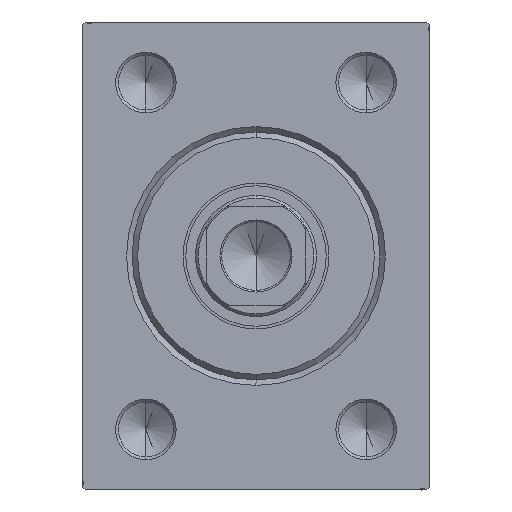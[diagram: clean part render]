
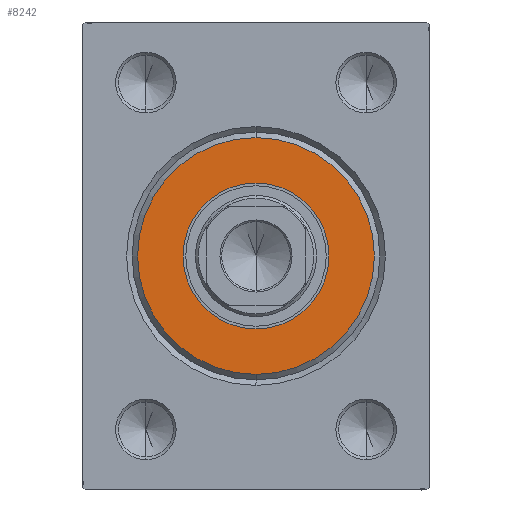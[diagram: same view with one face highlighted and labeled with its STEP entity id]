
A CAD part, left-side view. The second image highlights one B-rep face of the part: STEP entity #8242.
In plain terms, the highlighted face is planar.
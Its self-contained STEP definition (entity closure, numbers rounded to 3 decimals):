
#98 = CIRCLE ( 'NONE', #34195, 13.25 ) ;
#296 = AXIS2_PLACEMENT_3D ( 'NONE', #11684, #25968, #11900 ) ;
#540 = DIRECTION ( 'NONE',  ( 0., 0., -1. ) ) ;
#4652 = CIRCLE ( 'NONE', #296, 21.5 ) ;
#5069 = DIRECTION ( 'NONE',  ( 0., 0., -1. ) ) ;
#8242 = ADVANCED_FACE ( 'NONE', ( #23057, #15797 ), #33751, .T. ) ;
#8301 = EDGE_LOOP ( 'NONE', ( #9296, #9532 ) ) ;
#9296 = ORIENTED_EDGE ( 'NONE', *, *, #21233, .F. ) ;
#9532 = ORIENTED_EDGE ( 'NONE', *, *, #17894, .F. ) ;
#9880 = DIRECTION ( 'NONE',  ( 1., 0., 0. ) ) ;
#10758 = VERTEX_POINT ( 'NONE', #41848 ) ;
#11684 = CARTESIAN_POINT ( 'NONE',  ( 3., 0., 0. ) ) ;
#11900 = DIRECTION ( 'NONE',  ( 0., 0., -1. ) ) ;
#12393 = CARTESIAN_POINT ( 'NONE',  ( 3., 0., 0. ) ) ;
#14219 = VERTEX_POINT ( 'NONE', #20949 ) ;
#14288 = ORIENTED_EDGE ( 'NONE', *, *, #29063, .T. ) ;
#15797 = FACE_BOUND ( 'NONE', #8301, .T. ) ;
#17894 = EDGE_CURVE ( 'NONE', #20847, #10758, #98, .T. ) ;
#18989 = DIRECTION ( 'NONE',  ( 0., 0., -1. ) ) ;
#19379 = CARTESIAN_POINT ( 'NONE',  ( 3., 0., 0. ) ) ;
#19887 = DIRECTION ( 'NONE',  ( 1., 0., 0. ) ) ;
#20847 = VERTEX_POINT ( 'NONE', #40475 ) ;
#20949 = CARTESIAN_POINT ( 'NONE',  ( 3., 0., -21.5 ) ) ;
#21233 = EDGE_CURVE ( 'NONE', #10758, #20847, #38686, .T. ) ;
#21372 = VERTEX_POINT ( 'NONE', #32363 ) ;
#23057 = FACE_OUTER_BOUND ( 'NONE', #24887, .T. ) ;
#24887 = EDGE_LOOP ( 'NONE', ( #38145, #14288 ) ) ;
#25968 = DIRECTION ( 'NONE',  ( 1., 0., 0. ) ) ;
#28246 = CIRCLE ( 'NONE', #39149, 21.5 ) ;
#28694 = CARTESIAN_POINT ( 'NONE',  ( 3., 0., 0. ) ) ;
#29063 = EDGE_CURVE ( 'NONE', #14219, #21372, #4652, .T. ) ;
#32363 = CARTESIAN_POINT ( 'NONE',  ( 3., 0., 21.5 ) ) ;
#33751 = PLANE ( 'NONE',  #42844 ) ;
#34195 = AXIS2_PLACEMENT_3D ( 'NONE', #28694, #42591, #38495 ) ;
#37615 = EDGE_CURVE ( 'NONE', #21372, #14219, #28246, .T. ) ;
#37955 = AXIS2_PLACEMENT_3D ( 'NONE', #41042, #9880, #540 ) ;
#38145 = ORIENTED_EDGE ( 'NONE', *, *, #37615, .T. ) ;
#38495 = DIRECTION ( 'NONE',  ( 0., 0., -1. ) ) ;
#38686 = CIRCLE ( 'NONE', #37955, 13.25 ) ;
#39149 = AXIS2_PLACEMENT_3D ( 'NONE', #19379, #39858, #5069 ) ;
#39858 = DIRECTION ( 'NONE',  ( 1., 0., 0. ) ) ;
#40475 = CARTESIAN_POINT ( 'NONE',  ( 3., 0., 13.25 ) ) ;
#41042 = CARTESIAN_POINT ( 'NONE',  ( 3., 0., 0. ) ) ;
#41848 = CARTESIAN_POINT ( 'NONE',  ( 3., 0., -13.25 ) ) ;
#42591 = DIRECTION ( 'NONE',  ( 1., 0., 0. ) ) ;
#42844 = AXIS2_PLACEMENT_3D ( 'NONE', #12393, #19887, #18989 ) ;
